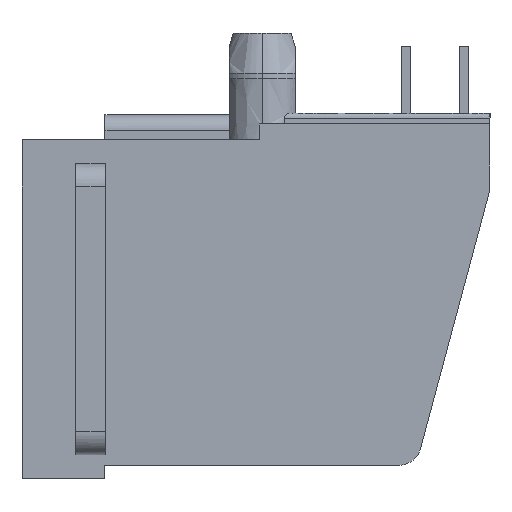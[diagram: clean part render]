
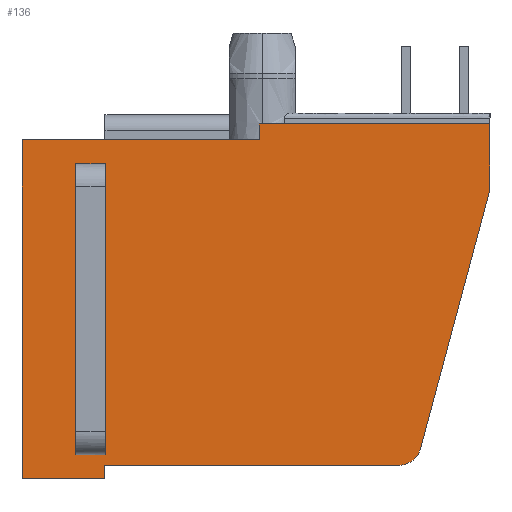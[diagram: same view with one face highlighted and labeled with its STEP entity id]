
A CAD part, left-side view. The second image highlights one B-rep face of the part: STEP entity #136.
In plain terms, the highlighted planar face has unit normal (-1, 0, 0).
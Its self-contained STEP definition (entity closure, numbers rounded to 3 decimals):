
#136=ADVANCED_FACE('',(#512,#513),#514,.T.);
#512=FACE_OUTER_BOUND('',#1347,.T.);
#513=FACE_BOUND('',#1348,.T.);
#514=PLANE('',#1349);
#1347=EDGE_LOOP('',(#4370,#4371,#4372,#4373,#4374,#4375,#4376,#4377,#4378,#4379));
#1348=EDGE_LOOP('',(#4380,#4381,#4382,#4383));
#1349=AXIS2_PLACEMENT_3D('',#4384,#4385,#4386);
#4370=ORIENTED_EDGE('',*,*,#6361,.F.);
#4371=ORIENTED_EDGE('',*,*,#6357,.F.);
#4372=ORIENTED_EDGE('',*,*,#6347,.F.);
#4373=ORIENTED_EDGE('',*,*,#6362,.F.);
#4374=ORIENTED_EDGE('',*,*,#6345,.F.);
#4375=ORIENTED_EDGE('',*,*,#6363,.F.);
#4376=ORIENTED_EDGE('',*,*,#6315,.F.);
#4377=ORIENTED_EDGE('',*,*,#6359,.F.);
#4378=ORIENTED_EDGE('',*,*,#6364,.F.);
#4379=ORIENTED_EDGE('',*,*,#6365,.F.);
#4380=ORIENTED_EDGE('',*,*,#6366,.T.);
#4381=ORIENTED_EDGE('',*,*,#6367,.T.);
#4382=ORIENTED_EDGE('',*,*,#6368,.T.);
#4383=ORIENTED_EDGE('',*,*,#6369,.T.);
#4384=CARTESIAN_POINT('',(253.068,271.99,2.652));
#4385=DIRECTION('',(-1.0,0.0,0.0));
#4386=DIRECTION('',(0.0,0.0,1.0));
#6315=EDGE_CURVE('',#7251,#7252,#7253,.T.);
#6345=EDGE_CURVE('',#7310,#7312,#7313,.T.);
#6347=EDGE_CURVE('',#7315,#7316,#7317,.T.);
#6357=EDGE_CURVE('',#7316,#7331,#7335,.T.);
#6359=EDGE_CURVE('',#7337,#7251,#7339,.T.);
#6361=EDGE_CURVE('',#7331,#7341,#7342,.T.);
#6362=EDGE_CURVE('',#7312,#7315,#7343,.T.);
#6363=EDGE_CURVE('',#7252,#7310,#7344,.T.);
#6364=EDGE_CURVE('',#7345,#7337,#7346,.T.);
#6365=EDGE_CURVE('',#7341,#7345,#7347,.T.);
#6366=EDGE_CURVE('',#7348,#7349,#7350,.T.);
#6367=EDGE_CURVE('',#7349,#7351,#7352,.T.);
#6368=EDGE_CURVE('',#7351,#7353,#7354,.T.);
#6369=EDGE_CURVE('',#7353,#7348,#7355,.T.);
#7251=VERTEX_POINT('',#8877);
#7252=VERTEX_POINT('',#8878);
#7253=B_SPLINE_CURVE_WITH_KNOTS('',1,(#8879,#8880),.UNSPECIFIED.,.F.,.F.,(2,2),(0.0,1.0),.UNSPECIFIED.);
#7310=VERTEX_POINT('',#8965);
#7312=VERTEX_POINT('',#8968);
#7313=B_SPLINE_CURVE_WITH_KNOTS('',1,(#8969,#8970),.UNSPECIFIED.,.F.,.F.,(2,2),(2.0,3.0),.UNSPECIFIED.);
#7315=VERTEX_POINT('',#8973);
#7316=VERTEX_POINT('',#8974);
#7317=B_SPLINE_CURVE_WITH_KNOTS('',1,(#8975,#8976),.UNSPECIFIED.,.F.,.F.,(2,2),(4.0,5.0),.UNSPECIFIED.);
#7331=VERTEX_POINT('',#8997);
#7335=B_SPLINE_CURVE_WITH_KNOTS('',1,(#9003,#9004),.UNSPECIFIED.,.F.,.F.,(2,2),(5.0,5.895),.UNSPECIFIED.);
#7337=VERTEX_POINT('',#9006);
#7339=B_SPLINE_CURVE_WITH_KNOTS('',1,(#9009,#9010),.UNSPECIFIED.,.F.,.F.,(2,2),(6.789,7.0),.UNSPECIFIED.);
#7341=VERTEX_POINT('',#9013);
#7342=(B_SPLINE_CURVE(2,(#9015,#9016,#9017),.UNSPECIFIED.,.F.,.F.)B_SPLINE_CURVE_WITH_KNOTS((3,3),(0.0,1.0),.UNSPECIFIED.)RATIONAL_B_SPLINE_CURVE((1.0,0.793,1.0))BOUNDED_CURVE()REPRESENTATION_ITEM('')GEOMETRIC_REPRESENTATION_ITEM()CURVE());
#7343=B_SPLINE_CURVE_WITH_KNOTS('',1,(#9024,#9025),.UNSPECIFIED.,.F.,.F.,(2,2),(3.0,4.0),.UNSPECIFIED.);
#7344=B_SPLINE_CURVE_WITH_KNOTS('',1,(#9026,#9027),.UNSPECIFIED.,.F.,.F.,(2,2),(1.0,2.0),.UNSPECIFIED.);
#7345=VERTEX_POINT('',#9028);
#7346=B_SPLINE_CURVE_WITH_KNOTS('',1,(#9029,#9030),.UNSPECIFIED.,.F.,.F.,(2,2),(-38.916,-38.322),.UNSPECIFIED.);
#7347=B_SPLINE_CURVE_WITH_KNOTS('',1,(#9031,#9032),.UNSPECIFIED.,.F.,.F.,(2,2),(-12.956,0.0),.UNSPECIFIED.);
#7348=VERTEX_POINT('',#9033);
#7349=VERTEX_POINT('',#9034);
#7350=B_SPLINE_CURVE_WITH_KNOTS('',1,(#9035,#9036),.UNSPECIFIED.,.F.,.F.,(2,2),(-3.671,-2.36),.UNSPECIFIED.);
#7351=VERTEX_POINT('',#9037);
#7352=B_SPLINE_CURVE_WITH_KNOTS('',1,(#9038,#9039),.UNSPECIFIED.,.F.,.F.,(2,2),(15.418,28.215),.UNSPECIFIED.);
#7353=VERTEX_POINT('',#9040);
#7354=B_SPLINE_CURVE_WITH_KNOTS('',1,(#9041,#9042),.UNSPECIFIED.,.F.,.F.,(2,2),(0.0,1.311),.UNSPECIFIED.);
#7355=B_SPLINE_CURVE_WITH_KNOTS('',1,(#9043,#9044),.UNSPECIFIED.,.F.,.F.,(2,2),(1.311,14.107),.UNSPECIFIED.);
#8877=CARTESIAN_POINT('',(253.068,269.415,-14.917));
#8878=CARTESIAN_POINT('',(253.068,269.415,0.0));
#8879=CARTESIAN_POINT('',(253.068,269.415,-14.917));
#8880=CARTESIAN_POINT('',(253.068,269.415,0.0));
#8965=CARTESIAN_POINT('',(253.068,258.967,0.));
#8968=CARTESIAN_POINT('',(253.068,258.967,0.7));
#8969=CARTESIAN_POINT('',(253.068,258.967,0.));
#8970=CARTESIAN_POINT('',(253.068,258.967,0.7));
#8973=CARTESIAN_POINT('',(253.068,248.815,0.7));
#8974=CARTESIAN_POINT('',(253.068,248.815,-2.163));
#8975=CARTESIAN_POINT('',(253.068,248.815,0.7));
#8976=CARTESIAN_POINT('',(253.068,248.815,-2.163));
#8997=CARTESIAN_POINT('',(253.068,251.872,-13.582));
#9003=CARTESIAN_POINT('',(253.068,248.815,-2.163));
#9004=CARTESIAN_POINT('',(253.068,251.872,-13.582));
#9006=CARTESIAN_POINT('',(253.068,265.794,-14.917));
#9009=CARTESIAN_POINT('',(253.068,265.794,-14.917));
#9010=CARTESIAN_POINT('',(253.068,269.415,-14.917));
#9013=CARTESIAN_POINT('',(253.068,252.838,-14.323));
#9015=CARTESIAN_POINT('',(253.068,251.872,-13.582));
#9016=CARTESIAN_POINT('',(253.068,252.07,-14.323));
#9017=CARTESIAN_POINT('',(253.068,252.838,-14.323));
#9024=CARTESIAN_POINT('',(253.068,258.967,0.7));
#9025=CARTESIAN_POINT('',(253.068,248.815,0.7));
#9026=CARTESIAN_POINT('',(253.068,269.415,0.0));
#9027=CARTESIAN_POINT('',(253.068,258.967,0.));
#9028=CARTESIAN_POINT('',(253.068,265.794,-14.323));
#9029=CARTESIAN_POINT('',(253.068,265.794,-14.323));
#9030=CARTESIAN_POINT('',(253.068,265.794,-14.917));
#9031=CARTESIAN_POINT('',(253.068,252.838,-14.323));
#9032=CARTESIAN_POINT('',(253.068,265.794,-14.323));
#9033=CARTESIAN_POINT('',(253.068,265.744,-13.856));
#9034=CARTESIAN_POINT('',(253.068,267.055,-13.856));
#9035=CARTESIAN_POINT('',(253.068,265.744,-13.856));
#9036=CARTESIAN_POINT('',(253.068,267.055,-13.856));
#9037=CARTESIAN_POINT('',(253.068,267.055,-1.06));
#9038=CARTESIAN_POINT('',(253.068,267.055,-13.856));
#9039=CARTESIAN_POINT('',(253.068,267.055,-1.06));
#9040=CARTESIAN_POINT('',(253.068,265.744,-1.06));
#9041=CARTESIAN_POINT('',(253.068,267.055,-1.06));
#9042=CARTESIAN_POINT('',(253.068,265.744,-1.06));
#9043=CARTESIAN_POINT('',(253.068,265.744,-1.06));
#9044=CARTESIAN_POINT('',(253.068,265.744,-13.856));
